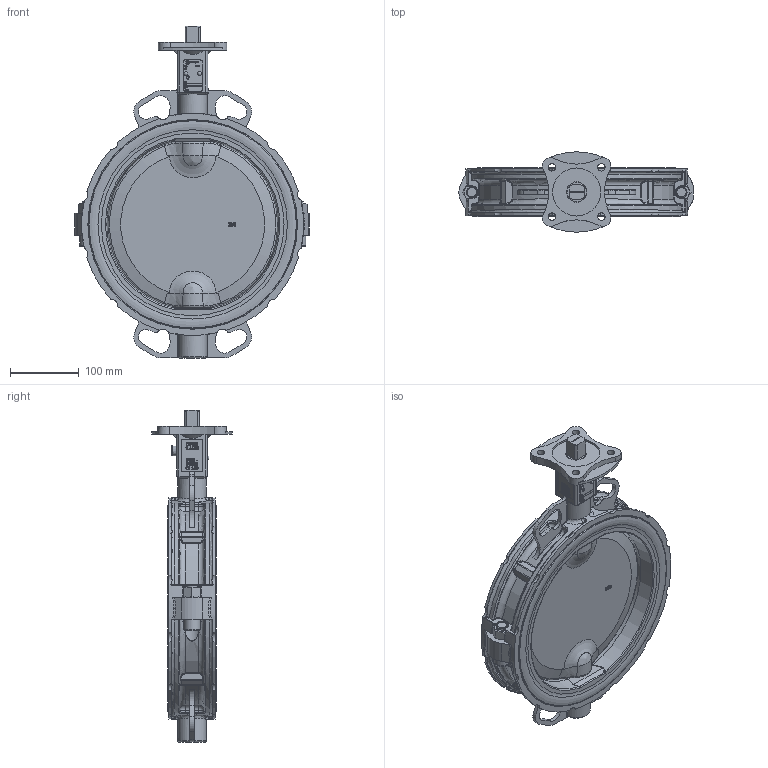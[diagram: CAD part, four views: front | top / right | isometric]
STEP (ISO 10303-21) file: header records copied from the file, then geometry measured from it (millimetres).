
FILE_DESCRIPTION((''),'2;1');
FILE_NAME('Z611-K DN250.stp','2015-04-09T07:17:30',('hellwig'),(''),'Autodesk Inventor 2013','Autodesk Inventor 2013','');
FILE_SCHEMA(('AUTOMOTIVE_DESIGN { 1 0 10303 214 1 1 1 1 }'));
Length unit declared in the file: millimetre
Products named in the file (1): M11592_Shrinkwrap_1
Bounding box: 342 x 117.25 x 484.5 mm (x, y, z)
Volume: 3042365.1 mm3; surface area: 540487.2 mm2
Topology: 1 solids, 20 shells, 2135 faces, 5558 edges, 3565 vertices
Faces by surface type: plane 916, bspline 625, cylinder 381, torus 126, cone 53, sphere 26, revolution 8
Full cylindrical faces by diameter (mm): 3 x4, 3.2 x2, 4.917 x1, 5.5 x1, 11 x4, 16 x4, 16.5 x2, 24 x2, 30 x8, 30.1 x4, 31 x1, 34 x6, 34.6 x4, 35 x2, 44 x2, 44.2 x2, 70.1 x1, 263.3 x2, 263.5 x2, 296 x2, 304.3 x2, 306 x2
Entity records: 77207 total; most frequent: CARTESIAN_POINT 27386, ORIENTED_EDGE 10770, DIRECTION 8050, EDGE_CURVE 5385, VERTEX_POINT 3519, VECTOR 2720, LINE 2720, AXIS2_PLACEMENT_3D 2661
